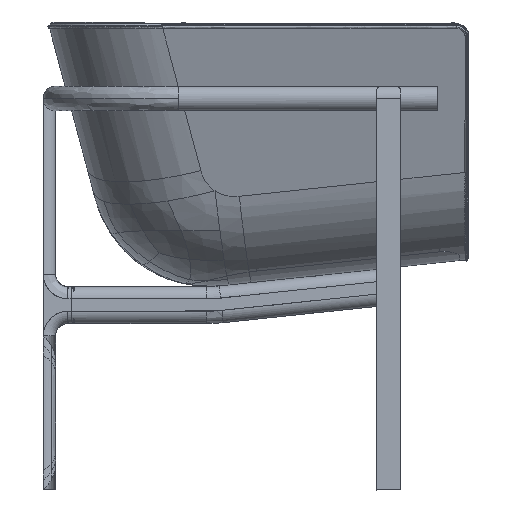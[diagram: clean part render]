
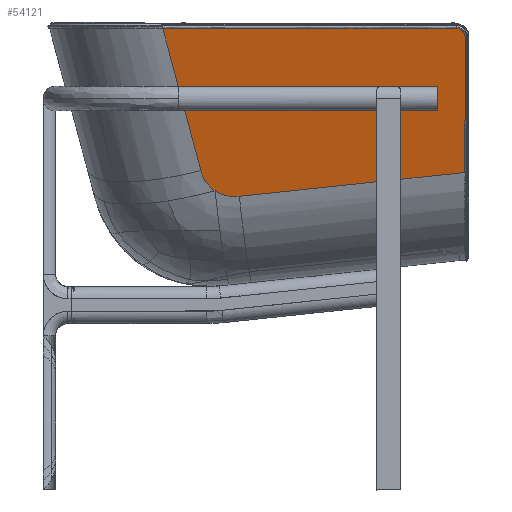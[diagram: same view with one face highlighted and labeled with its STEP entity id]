
A CAD part, left-side view. The second image highlights one B-rep face of the part: STEP entity #54121.
In plain terms, the highlighted planar face has unit normal (0.966, 0, 0.259).
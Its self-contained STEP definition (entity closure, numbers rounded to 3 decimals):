
#205 = CARTESIAN_POINT ( 'NONE',  ( 1241.202, -412.838, 376.402 ) ) ;
#581 = EDGE_CURVE ( 'NONE', #197954, #132610, #62383, .T. ) ;
#4125 = EDGE_CURVE ( 'NONE', #71972, #176562, #69260, .T. ) ;
#5636 = CARTESIAN_POINT ( 'NONE',  ( 1241.202, -412.838, 376.402 ) ) ;
#8369 = CARTESIAN_POINT ( 'NONE',  ( 1168.133, -773.012, 649.097 ) ) ;
#9034 = CARTESIAN_POINT ( 'NONE',  ( 1167.613, -767.088, 651.038 ) ) ;
#9708 = CARTESIAN_POINT ( 'NONE',  ( 1170.655, -780.462, 639.687 ) ) ;
#10380 = CARTESIAN_POINT ( 'NONE',  ( 1171.456, -781., 636.695 ) ) ;
#11070 = CARTESIAN_POINT ( 'NONE',  ( 1169.893, -779.382, 642.53 ) ) ;
#11727 = CARTESIAN_POINT ( 'NONE',  ( 1166.552, -287.078, 655. ) ) ;
#12416 = CARTESIAN_POINT ( 'NONE',  ( 1237.32, -366.439, 390.887 ) ) ;
#12939 = CARTESIAN_POINT ( 'NONE',  ( 1167.587, -288.113, 651.136 ) ) ;
#13105 = CARTESIAN_POINT ( 'NONE',  ( 1235.167, -359.431, 398.925 ) ) ;
#13597 = VERTEX_POINT ( 'NONE', #5636 ) ;
#13774 = CARTESIAN_POINT ( 'NONE',  ( 1231.02, -351.546, 414.4 ) ) ;
#15739 = DIRECTION ( 'NONE',  ( 0., -1., 0. ) ) ;
#21797 = CARTESIAN_POINT ( 'NONE',  ( 1230.789, -781., 415.263 ) ) ;
#24864 = CARTESIAN_POINT ( 'NONE',  ( 1167.587, -765., 651.136 ) ) ;
#27390 = ORIENTED_EDGE ( 'NONE', *, *, #4125, .T. ) ;
#29791 = EDGE_CURVE ( 'NONE', #101089, #197954, #54514, .T. ) ;
#33921 = CARTESIAN_POINT ( 'NONE',  ( 1238.82, -373.518, 385.291 ) ) ;
#36123 = VERTEX_POINT ( 'NONE', #33921 ) ;
#37371 = CARTESIAN_POINT ( 'NONE',  ( 1230.08, -350.605, 417.911 ) ) ;
#38974 = ORIENTED_EDGE ( 'NONE', *, *, #75862, .T. ) ;
#39992 = ORIENTED_EDGE ( 'NONE', *, *, #177900, .T. ) ;
#40681 = CARTESIAN_POINT ( 'NONE',  ( 1167.587, -766.047, 651.137 ) ) ;
#40893 = EDGE_CURVE ( 'NONE', #101089, #176562, #169474, .T. ) ;
#41344 = CARTESIAN_POINT ( 'NONE',  ( 1171.187, -780.897, 637.7 ) ) ;
#47320 = LINE ( 'NONE', #153275, #138411 ) ;
#48141 = CARTESIAN_POINT ( 'NONE',  ( 1234.773, -358.392, 400.393 ) ) ;
#52524 = DIRECTION ( 'NONE',  ( -0.251, 0.251, 0.935 ) ) ;
#54121 = ADVANCED_FACE ( 'NONE', ( #83230 ), #180168, .T. ) ;
#54514 = LINE ( 'NONE', #140116, #101210 ) ;
#55792 = CARTESIAN_POINT ( 'NONE',  ( 1170.268, -779.983, 641.129 ) ) ;
#57676 = DIRECTION ( 'NONE',  ( 0.028, 0.994, -0.105 ) ) ;
#58508 = CARTESIAN_POINT ( 'NONE',  ( 1168.006, -772.09, 649.573 ) ) ;
#62383 = B_SPLINE_CURVE_WITH_KNOTS ( 'NONE', 3,
 ( #24864, #40681, #9034, #88731, #119632, #58508, #8369, #89427, #198720, #149925, #90095, #105214, #11070, #55792, #134108, #9708, #150625, #41344, #10380, #120297 ),
 .UNSPECIFIED., .F., .F.,
 ( 4, 2, 2, 2, 2, 2, 2, 2, 2, 4 ),
 ( 0., 0.125, 0.25, 0.375, 0.5, 0.625, 0.75, 0.812, 0.875, 1. ),
 .UNSPECIFIED. ) ;
#63403 = CARTESIAN_POINT ( 'NONE',  ( 1241.623, -397.963, 374.832 ) ) ;
#67432 = CARTESIAN_POINT ( 'NONE',  ( 1167.589, -288.114, 651.13 ) ) ;
#69260 = LINE ( 'NONE', #37371, #74245 ) ;
#71972 = VERTEX_POINT ( 'NONE', #122762 ) ;
#74245 = VECTOR ( 'NONE', #52524, 1000. ) ;
#74301 = CARTESIAN_POINT ( 'NONE',  ( 1235.772, -361.113, 396.668 ) ) ;
#75645 = CARTESIAN_POINT ( 'NONE',  ( 1237.207, -365.992, 391.312 ) ) ;
#75862 = EDGE_CURVE ( 'NONE', #132610, #177560, #47320, .T. ) ;
#76981 = CARTESIAN_POINT ( 'NONE',  ( 1233.497, -355.575, 405.157 ) ) ;
#77906 = LINE ( 'NONE', #21797, #136907 ) ;
#78326 = CARTESIAN_POINT ( 'NONE',  ( 1231.918, -352.759, 411.05 ) ) ;
#79843 = ORIENTED_EDGE ( 'NONE', *, *, #152612, .T. ) ;
#83230 = FACE_OUTER_BOUND ( 'NONE', #114137, .T. ) ;
#85032 = CARTESIAN_POINT ( 'NONE',  ( 1171.728, -781., 635.681 ) ) ;
#87710 = CARTESIAN_POINT ( 'NONE',  ( 1167.589, -288.114, 651.13 ) ) ;
#88731 = CARTESIAN_POINT ( 'NONE',  ( 1167.72, -769.155, 650.641 ) ) ;
#89089 = CARTESIAN_POINT ( 'NONE',  ( 1230.789, -781., 415.263 ) ) ;
#89427 = CARTESIAN_POINT ( 'NONE',  ( 1168.436, -774.765, 647.966 ) ) ;
#90095 = CARTESIAN_POINT ( 'NONE',  ( 1169.201, -777.718, 645.113 ) ) ;
#90757 = CARTESIAN_POINT ( 'NONE',  ( 1237.433, -366.889, 390.466 ) ) ;
#91426 = CARTESIAN_POINT ( 'NONE',  ( 1236.375, -362.952, 394.417 ) ) ;
#94814 = CARTESIAN_POINT ( 'NONE',  ( 1232.955, -354.566, 407.178 ) ) ;
#95694 = CARTESIAN_POINT ( 'NONE',  ( 1238.82, -373.518, 385.291 ) ) ;
#97494 = AXIS2_PLACEMENT_3D ( 'NONE', #11727, #184936, #121673 ) ;
#101089 = VERTEX_POINT ( 'NONE', #12939 ) ;
#101210 = VECTOR ( 'NONE', #15739, 1000. ) ;
#102984 = B_SPLINE_CURVE_WITH_KNOTS ( 'NONE', 3,
 ( #199396, #105219, #120997, #152662, #90757, #12416, #122337, #75645, #168495, #91426, #74301, #201419, #184263, #183599, #107227, #13105, #48141, #171828, #76981, #188981, #94814, #140881, #158068, #110607, #78326, #13774, #123698 ),
 .UNSPECIFIED., .F., .F.,
 ( 4, 1, 1, 1, 2, 2, 1, 1, 1, 1, 2, 2, 1, 1, 1, 1, 2, 2, 4 ),
 ( 0., 0.125, 0.188, 0.219, 0.234, 0.25, 0.375, 0.438, 0.469, 0.484, 0.492, 0.5, 0.625, 0.688, 0.719, 0.734, 0.742, 0.75, 1. ),
 .UNSPECIFIED. ) ;
#103942 = ORIENTED_EDGE ( 'NONE', *, *, #581, .T. ) ;
#103995 = ORIENTED_EDGE ( 'NONE', *, *, #40893, .F. ) ;
#105214 = CARTESIAN_POINT ( 'NONE',  ( 1169.654, -778.888, 643.421 ) ) ;
#105219 = CARTESIAN_POINT ( 'NONE',  ( 1238.576, -372.143, 386.2 ) ) ;
#107217 = CARTESIAN_POINT ( 'NONE',  ( 1167.587, -765., 651.136 ) ) ;
#107227 = CARTESIAN_POINT ( 'NONE',  ( 1235.189, -359.491, 398.841 ) ) ;
#110607 = CARTESIAN_POINT ( 'NONE',  ( 1232.799, -354.289, 407.762 ) ) ;
#114137 = EDGE_LOOP ( 'NONE', ( #27390, #103995, #124944, #103942, #38974, #79843, #151234, #39992 ) ) ;
#119632 = CARTESIAN_POINT ( 'NONE',  ( 1167.798, -770.156, 650.348 ) ) ;
#120297 = CARTESIAN_POINT ( 'NONE',  ( 1171.728, -781., 635.681 ) ) ;
#120997 = CARTESIAN_POINT ( 'NONE',  ( 1238.187, -370.152, 387.652 ) ) ;
#121673 = DIRECTION ( 'NONE',  ( 0.259, 0., -0.966 ) ) ;
#122337 = CARTESIAN_POINT ( 'NONE',  ( 1237.245, -366.14, 391.17 ) ) ;
#122762 = CARTESIAN_POINT ( 'NONE',  ( 1230.08, -350.605, 417.911 ) ) ;
#123698 = CARTESIAN_POINT ( 'NONE',  ( 1230.08, -350.605, 417.911 ) ) ;
#124944 = ORIENTED_EDGE ( 'NONE', *, *, #29791, .T. ) ;
#132610 = VERTEX_POINT ( 'NONE', #85032 ) ;
#134108 = CARTESIAN_POINT ( 'NONE',  ( 1170.396, -780.159, 640.654 ) ) ;
#136907 = VECTOR ( 'NONE', #57676, 1000. ) ;
#138411 = VECTOR ( 'NONE', #169068, 1000. ) ;
#140116 = CARTESIAN_POINT ( 'NONE',  ( 1167.587, -287.078, 651.136 ) ) ;
#140881 = CARTESIAN_POINT ( 'NONE',  ( 1232.877, -354.427, 407.47 ) ) ;
#145900 = EDGE_CURVE ( 'NONE', #36123, #13597, #177804, .T. ) ;
#149925 = CARTESIAN_POINT ( 'NONE',  ( 1168.991, -777.054, 645.896 ) ) ;
#150625 = CARTESIAN_POINT ( 'NONE',  ( 1170.787, -780.59, 639.195 ) ) ;
#151234 = ORIENTED_EDGE ( 'NONE', *, *, #145900, .F. ) ;
#152612 = EDGE_CURVE ( 'NONE', #177560, #13597, #77906, .T. ) ;
#152662 = CARTESIAN_POINT ( 'NONE',  ( 1237.692, -367.956, 389.502 ) ) ;
#153275 = CARTESIAN_POINT ( 'NONE',  ( 1166.552, -781., 655. ) ) ;
#158068 = CARTESIAN_POINT ( 'NONE',  ( 1232.825, -354.334, 407.666 ) ) ;
#160259 = CARTESIAN_POINT ( 'NONE',  ( 1167.588, -288.114, 651.132 ) ) ;
#161608 = CARTESIAN_POINT ( 'NONE',  ( 1167.587, -288.113, 651.136 ) ) ;
#162286 = CARTESIAN_POINT ( 'NONE',  ( 1167.587, -288.113, 651.134 ) ) ;
#168495 = CARTESIAN_POINT ( 'NONE',  ( 1236.859, -364.654, 392.608 ) ) ;
#169068 = DIRECTION ( 'NONE',  ( 0.259, 0., -0.966 ) ) ;
#169474 = B_SPLINE_CURVE_WITH_KNOTS ( 'NONE', 3,
 ( #161608, #162286, #160259, #67432 ),
 .UNSPECIFIED., .F., .F.,
 ( 4, 4 ),
 ( 0., 1. ),
 .UNSPECIFIED. ) ;
#171379 = CARTESIAN_POINT ( 'NONE',  ( 1240.74, -384.363, 378.124 ) ) ;
#171828 = CARTESIAN_POINT ( 'NONE',  ( 1234.2, -357.017, 402.535 ) ) ;
#176562 = VERTEX_POINT ( 'NONE', #87710 ) ;
#177560 = VERTEX_POINT ( 'NONE', #89089 ) ;
#177804 = B_SPLINE_CURVE_WITH_KNOTS ( 'NONE', 3,
 ( #95694, #171379, #63403, #205 ),
 .UNSPECIFIED., .F., .F.,
 ( 4, 4 ),
 ( 0., 1. ),
 .UNSPECIFIED. ) ;
#177900 = EDGE_CURVE ( 'NONE', #36123, #71972, #102984, .T. ) ;
#180168 = PLANE ( 'NONE',  #97494 ) ;
#183599 = CARTESIAN_POINT ( 'NONE',  ( 1235.235, -359.613, 398.671 ) ) ;
#184263 = CARTESIAN_POINT ( 'NONE',  ( 1235.303, -359.797, 398.417 ) ) ;
#184936 = DIRECTION ( 'NONE',  ( 0.966, 0., 0.259 ) ) ;
#188981 = CARTESIAN_POINT ( 'NONE',  ( 1233.137, -354.896, 406.499 ) ) ;
#197954 = VERTEX_POINT ( 'NONE', #107217 ) ;
#198720 = CARTESIAN_POINT ( 'NONE',  ( 1168.608, -775.574, 647.325 ) ) ;
#199396 = CARTESIAN_POINT ( 'NONE',  ( 1238.82, -373.518, 385.291 ) ) ;
#201419 = CARTESIAN_POINT ( 'NONE',  ( 1235.461, -360.229, 397.828 ) ) ;
